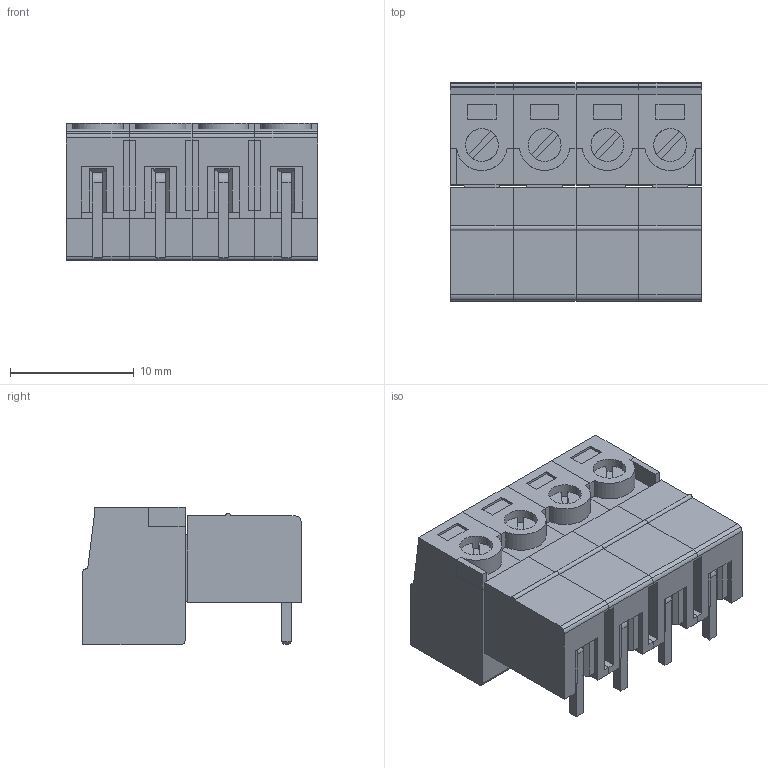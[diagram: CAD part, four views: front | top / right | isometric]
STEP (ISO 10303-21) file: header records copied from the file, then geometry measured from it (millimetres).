
FILE_DESCRIPTION (( 'STEP AP214' ), '1' );
FILE_NAME ('2EDGR - 4P.STEP', '2020-05-03T15:47:28', ( '' ), ( '' ), 'SwSTEP 2.0', 'SolidWorks 2019', '' );
FILE_SCHEMA (( 'AUTOMOTIVE_DESIGN' ));
Length unit declared in the file: millimetre
Products named in the file (13): body_screw EC350V.stp; body_1pc_3.stp; body_1pc EC350V.stp; 15EDGRC-5.08- 04P-14-00A(H).stp; 15EDGK-5.08-04P-14-00A(H).stp; 2EDGR - 4P; body_15edgk_top.stp; body_1pc.stp; 15EDGK-5.08-04P-14-00A(H); contact.stp; body_1pc_1.stp; body_1pc_2.stp; 15EDGRC-5.08- 04P-14-00A(H)
Assembly tree (22 placements, depth 4):
  2EDGR - 4P
    15EDGRC-5.08- 04P-14-00A(H)
      15EDGRC-5.08- 04P-14-00A(H).stp
        body_1pc.stp
        contact.stp  x4
        body_1pc_1.stp
        body_1pc_2.stp
        body_1pc_3.stp
    15EDGK-5.08-04P-14-00A(H)
      15EDGK-5.08-04P-14-00A(H).stp
        body_1pc EC350V.stp  x4
        body_screw EC350V.stp  x4
        body_15edgk_top.stp  x2
Bounding box: 20.32 x 17.67 x 11.1 mm (x, y, z)
Volume: 2498.3 mm3; surface area: 4696.4 mm2
Topology: 18 solids, 18 shells, 660 faces, 1680 edges, 1088 vertices
Faces by surface type: plane 484, cylinder 168, torus 8
Entity records: 10684 total; most frequent: CARTESIAN_POINT 1849, ORIENTED_EDGE 1752, DIRECTION 1708, EDGE_CURVE 876, VECTOR 746, LINE 746, VERTEX_POINT 570, AXIS2_PLACEMENT_3D 481
